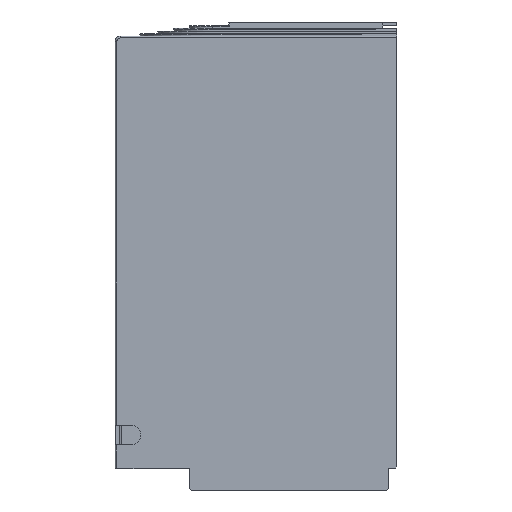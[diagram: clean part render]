
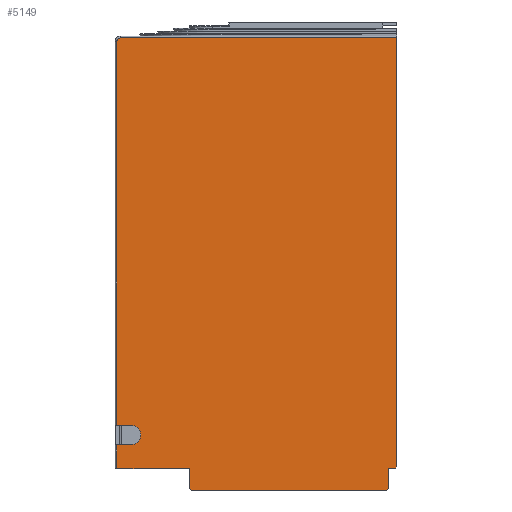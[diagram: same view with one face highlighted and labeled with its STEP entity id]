
A CAD part, left-side view. The second image highlights one B-rep face of the part: STEP entity #5149.
In plain terms, the highlighted planar face has unit normal (-1, 0, 0).
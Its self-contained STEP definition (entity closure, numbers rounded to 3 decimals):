
#1254=DIRECTION('',(0.,0.707,0.707));
#1255=VECTOR('',#1254,0.707);
#1256=CARTESIAN_POINT('',(-43.,58.,-128.));
#1257=LINE('',#1256,#1255);
#1258=DIRECTION('',(0.,0.,1.));
#1259=VECTOR('',#1258,5.5);
#1260=CARTESIAN_POINT('',(-43.,58.5,-127.5));
#1261=LINE('',#1260,#1259);
#1262=DIRECTION('',(0.,1.,0.));
#1263=VECTOR('',#1262,20.5);
#1264=CARTESIAN_POINT('',(-43.,58.5,-122.));
#1265=LINE('',#1264,#1263);
#1266=DIRECTION('',(0.,0.,1.));
#1267=VECTOR('',#1266,6.75);
#1268=CARTESIAN_POINT('',(-43.,79.,-122.));
#1269=LINE('',#1268,#1267);
#1270=DIRECTION('',(0.,-1.,0.));
#1271=VECTOR('',#1270,4.);
#1272=CARTESIAN_POINT('',(-43.,79.,-115.25));
#1273=LINE('',#1272,#1271);
#1274=CARTESIAN_POINT('',(-43.,75.,-112.5));
#1275=DIRECTION('',(1.,0.,0.));
#1276=DIRECTION('',(0.,0.,1.));
#1277=AXIS2_PLACEMENT_3D('',#1274,#1275,#1276);
#1279=DIRECTION('',(0.,-1.,0.));
#1280=VECTOR('',#1279,4.);
#1281=CARTESIAN_POINT('',(-43.,79.,-109.75));
#1282=LINE('',#1281,#1280);
#1283=DIRECTION('',(0.,0.,1.));
#1284=VECTOR('',#1283,108.25);
#1285=CARTESIAN_POINT('',(-43.,79.,-109.75));
#1286=LINE('',#1285,#1284);
#1287=CARTESIAN_POINT('',(-43.,78.,-1.5));
#1288=DIRECTION('',(1.,0.,0.));
#1289=DIRECTION('',(0.,1.,0.));
#1290=AXIS2_PLACEMENT_3D('',#1287,#1288,#1289);
#1292=DIRECTION('',(0.,-1.,0.));
#1293=VECTOR('',#1292,78.);
#1294=CARTESIAN_POINT('',(-43.,78.,-0.5));
#1295=LINE('',#1294,#1293);
#1296=DIRECTION('',(0.,0.,-1.));
#1297=VECTOR('',#1296,121.);
#1298=CARTESIAN_POINT('',(-43.,0.,-0.5));
#1299=LINE('',#1298,#1297);
#1300=DIRECTION('',(0.,0.707,-0.707));
#1301=VECTOR('',#1300,0.707);
#1302=CARTESIAN_POINT('',(-43.,0.,-121.5));
#1303=LINE('',#1302,#1301);
#1304=DIRECTION('',(0.,1.,0.));
#1305=VECTOR('',#1304,2.);
#1306=CARTESIAN_POINT('',(-43.,0.5,-122.));
#1307=LINE('',#1306,#1305);
#1308=DIRECTION('',(0.,0.,-1.));
#1309=VECTOR('',#1308,5.5);
#1310=CARTESIAN_POINT('',(-43.,2.5,-122.));
#1311=LINE('',#1310,#1309);
#1312=DIRECTION('',(0.,0.707,-0.707));
#1313=VECTOR('',#1312,0.707);
#1314=CARTESIAN_POINT('',(-43.,2.5,-127.5));
#1315=LINE('',#1314,#1313);
#1316=DIRECTION('',(0.,1.,0.));
#1317=VECTOR('',#1316,55.);
#1318=CARTESIAN_POINT('',(-43.,3.,-128.));
#1319=LINE('',#1318,#1317);
#3496=CARTESIAN_POINT('',(-43.,2.5,-122.));
#3497=VERTEX_POINT('',#3496);
#3498=CARTESIAN_POINT('',(-43.,58.5,-122.));
#3499=VERTEX_POINT('',#3498);
#3574=CARTESIAN_POINT('',(-43.,75.,-109.75));
#3575=CARTESIAN_POINT('',(-43.,75.,-115.25));
#3576=VERTEX_POINT('',#3574);
#3577=VERTEX_POINT('',#3575);
#3712=CARTESIAN_POINT('',(-43.,0.,-0.5));
#3714=VERTEX_POINT('',#3712);
#3718=CARTESIAN_POINT('',(-43.,78.,-0.5));
#3719=VERTEX_POINT('',#3718);
#3720=CARTESIAN_POINT('',(-43.,79.,-1.5));
#3721=VERTEX_POINT('',#3720);
#3725=CARTESIAN_POINT('',(-43.,79.,-109.75));
#3727=VERTEX_POINT('',#3725);
#3728=CARTESIAN_POINT('',(-43.,79.,-115.25));
#3730=VERTEX_POINT('',#3728);
#3734=CARTESIAN_POINT('',(-43.,79.,-122.));
#3735=VERTEX_POINT('',#3734);
#3828=CARTESIAN_POINT('',(-43.,58.,-128.));
#3829=CARTESIAN_POINT('',(-43.,58.5,-127.5));
#3830=VERTEX_POINT('',#3828);
#3831=VERTEX_POINT('',#3829);
#3832=CARTESIAN_POINT('',(-43.,2.5,-127.5));
#3833=CARTESIAN_POINT('',(-43.,3.,-128.));
#3834=VERTEX_POINT('',#3832);
#3835=VERTEX_POINT('',#3833);
#3868=CARTESIAN_POINT('',(-43.,0.,-121.5));
#3869=CARTESIAN_POINT('',(-43.,0.5,-122.));
#3870=VERTEX_POINT('',#3868);
#3871=VERTEX_POINT('',#3869);
#5114=CARTESIAN_POINT('',(-43.,0.,0.));
#5115=DIRECTION('',(1.,0.,0.));
#5116=DIRECTION('',(0.,0.,-1.));
#5117=AXIS2_PLACEMENT_3D('',#5114,#5115,#5116);
#5118=PLANE('',#5117);
#5119=ORIENTED_EDGE('',*,*,#5105,.T.);
#5120=ORIENTED_EDGE('',*,*,#4961,.T.);
#5121=ORIENTED_EDGE('',*,*,#4057,.T.);
#5123=ORIENTED_EDGE('',*,*,#5122,.T.);
#5125=ORIENTED_EDGE('',*,*,#5124,.T.);
#5127=ORIENTED_EDGE('',*,*,#5126,.F.);
#5129=ORIENTED_EDGE('',*,*,#5128,.F.);
#5131=ORIENTED_EDGE('',*,*,#5130,.T.);
#5133=ORIENTED_EDGE('',*,*,#5132,.T.);
#5135=ORIENTED_EDGE('',*,*,#5134,.T.);
#5137=ORIENTED_EDGE('',*,*,#5136,.T.);
#5139=ORIENTED_EDGE('',*,*,#5138,.T.);
#5141=ORIENTED_EDGE('',*,*,#5140,.T.);
#5143=ORIENTED_EDGE('',*,*,#5142,.T.);
#5145=ORIENTED_EDGE('',*,*,#5144,.T.);
#5146=ORIENTED_EDGE('',*,*,#5045,.T.);
#5147=EDGE_LOOP('',(#5119,#5120,#5121,#5123,#5125,#5127,#5129,#5131,#5133,#5135,
#5137,#5139,#5141,#5143,#5145,#5146));
#5148=FACE_OUTER_BOUND('',#5147,.F.);
#1278=CIRCLE('',#1277,2.75);
#1291=CIRCLE('',#1290,1.);
#4057=EDGE_CURVE('',#3499,#3735,#1265,.T.);
#4961=EDGE_CURVE('',#3831,#3499,#1261,.T.);
#5045=EDGE_CURVE('',#3835,#3830,#1319,.T.);
#5105=EDGE_CURVE('',#3830,#3831,#1257,.T.);
#5122=EDGE_CURVE('',#3735,#3730,#1269,.T.);
#5124=EDGE_CURVE('',#3730,#3577,#1273,.T.);
#5126=EDGE_CURVE('',#3576,#3577,#1278,.T.);
#5128=EDGE_CURVE('',#3727,#3576,#1282,.T.);
#5130=EDGE_CURVE('',#3727,#3721,#1286,.T.);
#5132=EDGE_CURVE('',#3721,#3719,#1291,.T.);
#5134=EDGE_CURVE('',#3719,#3714,#1295,.T.);
#5136=EDGE_CURVE('',#3714,#3870,#1299,.T.);
#5138=EDGE_CURVE('',#3870,#3871,#1303,.T.);
#5140=EDGE_CURVE('',#3871,#3497,#1307,.T.);
#5142=EDGE_CURVE('',#3497,#3834,#1311,.T.);
#5144=EDGE_CURVE('',#3834,#3835,#1315,.T.);
#5149=ADVANCED_FACE('',(#5148),#5118,.F.);
